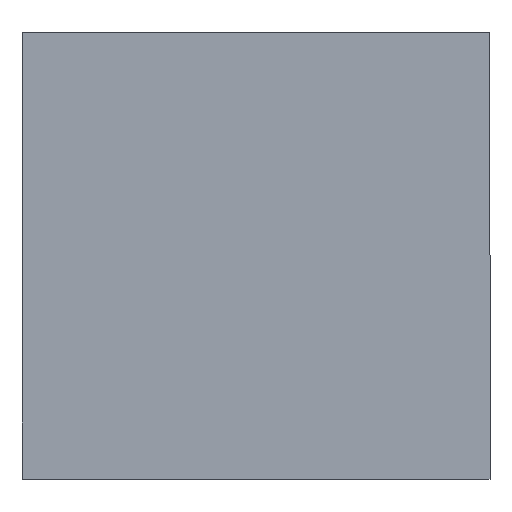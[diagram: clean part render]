
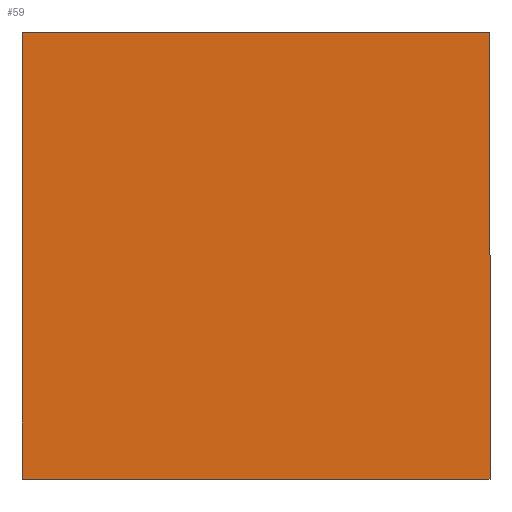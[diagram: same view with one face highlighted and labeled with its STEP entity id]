
A CAD part, top view. The second image highlights one B-rep face of the part: STEP entity #59.
In plain terms, the highlighted planar face has unit normal (0, 0, 1).
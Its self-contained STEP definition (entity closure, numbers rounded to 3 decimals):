
#22 = VECTOR ( 'NONE', #66, 1000. ) ;
#24 = LINE ( 'NONE', #204, #177 ) ;
#31 = CARTESIAN_POINT ( 'NONE',  ( -413.648, 397.408, 100. ) ) ;
#35 = AXIS2_PLACEMENT_3D ( 'NONE', #191, #104, #225 ) ;
#36 = CARTESIAN_POINT ( 'NONE',  ( 65.587, -59.533, 100. ) ) ;
#38 = EDGE_CURVE ( 'NONE', #135, #92, #24, .T. ) ;
#47 = ORIENTED_EDGE ( 'NONE', *, *, #170, .T. ) ;
#49 = CARTESIAN_POINT ( 'NONE',  ( 65.587, 397.408, 100. ) ) ;
#59 = ADVANCED_FACE ( 'NONE', ( #149 ), #120, .T. ) ;
#66 = DIRECTION ( 'NONE',  ( 0., 1., 0. ) ) ;
#67 = VECTOR ( 'NONE', #192, 1000. ) ;
#70 = CARTESIAN_POINT ( 'NONE',  ( 65.587, 397.408, 100. ) ) ;
#90 = EDGE_CURVE ( 'NONE', #97, #135, #224, .T. ) ;
#92 = VERTEX_POINT ( 'NONE', #36 ) ;
#97 = VERTEX_POINT ( 'NONE', #123 ) ;
#100 = EDGE_LOOP ( 'NONE', ( #202, #140, #214, #47 ) ) ;
#101 = EDGE_CURVE ( 'NONE', #92, #168, #109, .T. ) ;
#104 = DIRECTION ( 'NONE',  ( 0., 0., 1. ) ) ;
#109 = LINE ( 'NONE', #70, #22 ) ;
#118 = LINE ( 'NONE', #31, #67 ) ;
#120 = PLANE ( 'NONE',  #35 ) ;
#123 = CARTESIAN_POINT ( 'NONE',  ( -413.648, 397.408, 100. ) ) ;
#135 = VERTEX_POINT ( 'NONE', #156 ) ;
#140 = ORIENTED_EDGE ( 'NONE', *, *, #38, .T. ) ;
#141 = DIRECTION ( 'NONE',  ( 0., -1., 0. ) ) ;
#149 = FACE_OUTER_BOUND ( 'NONE', #100, .T. ) ;
#156 = CARTESIAN_POINT ( 'NONE',  ( -413.648, -59.533, 100. ) ) ;
#168 = VERTEX_POINT ( 'NONE', #49 ) ;
#170 = EDGE_CURVE ( 'NONE', #168, #97, #118, .T. ) ;
#177 = VECTOR ( 'NONE', #226, 1000. ) ;
#191 = CARTESIAN_POINT ( 'NONE',  ( 0., 0., 100. ) ) ;
#192 = DIRECTION ( 'NONE',  ( -1., 0., 0. ) ) ;
#202 = ORIENTED_EDGE ( 'NONE', *, *, #90, .T. ) ;
#203 = VECTOR ( 'NONE', #141, 1000. ) ;
#204 = CARTESIAN_POINT ( 'NONE',  ( -413.648, -59.533, 100. ) ) ;
#206 = CARTESIAN_POINT ( 'NONE',  ( -413.648, 397.408, 100. ) ) ;
#214 = ORIENTED_EDGE ( 'NONE', *, *, #101, .T. ) ;
#224 = LINE ( 'NONE', #206, #203 ) ;
#225 = DIRECTION ( 'NONE',  ( 1., 0., 0. ) ) ;
#226 = DIRECTION ( 'NONE',  ( 1., 0., 0. ) ) ;
